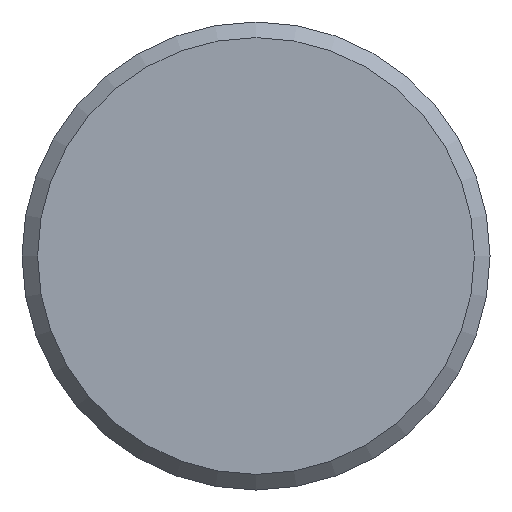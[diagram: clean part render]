
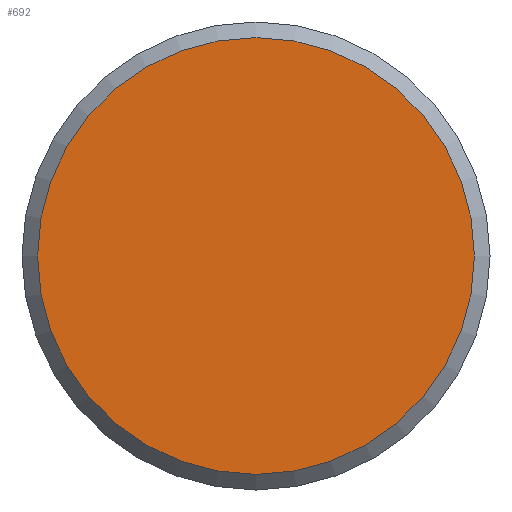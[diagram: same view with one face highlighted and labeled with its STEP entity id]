
A CAD part, front view. The second image highlights one B-rep face of the part: STEP entity #692.
In plain terms, the highlighted planar face has unit normal (0, -1, 0).
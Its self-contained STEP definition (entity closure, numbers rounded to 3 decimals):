
#50=PLANE('',#789);
#79=FACE_OUTER_BOUND('',#126,.T.);
#126=EDGE_LOOP('',(#515));
#252=CIRCLE('',#790,14.);
#309=VERTEX_POINT('',#1199);
#384=EDGE_CURVE('',#309,#309,#252,.T.);
#515=ORIENTED_EDGE('',*,*,#384,.F.);
#692=ADVANCED_FACE('',(#79),#50,.T.);
#789=AXIS2_PLACEMENT_3D('',#1198,#960,#961);
#790=AXIS2_PLACEMENT_3D('',#1200,#962,#963);
#960=DIRECTION('center_axis',(0.,-1.,0.));
#961=DIRECTION('ref_axis',(0.,0.,-1.));
#962=DIRECTION('center_axis',(0.,1.,0.));
#963=DIRECTION('ref_axis',(-1.,0.,0.));
#1198=CARTESIAN_POINT('Origin',(7.5,0.,0.));
#1199=CARTESIAN_POINT('',(14.,0.,0.));
#1200=CARTESIAN_POINT('Origin',(0.,0.,
0.));
